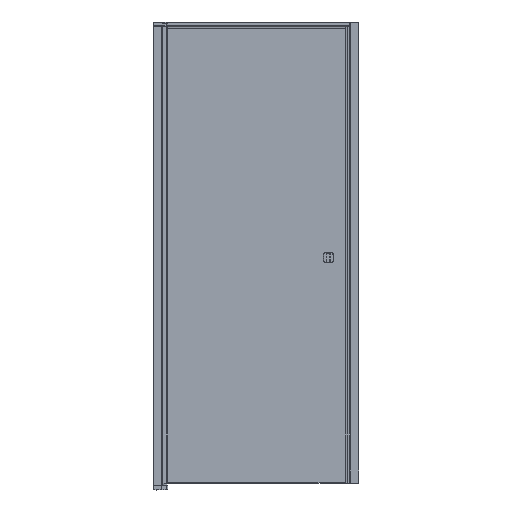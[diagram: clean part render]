
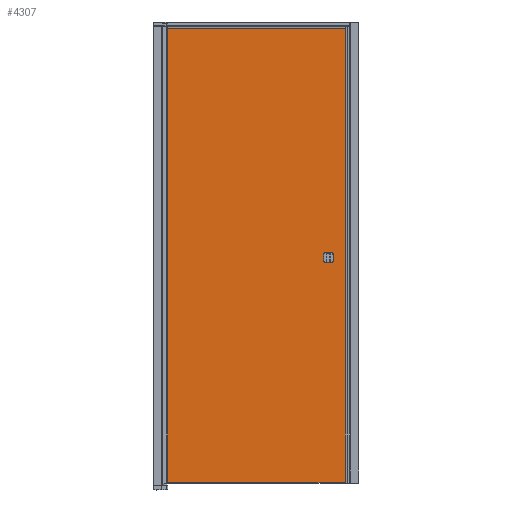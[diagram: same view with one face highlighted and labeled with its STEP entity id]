
A CAD part, front view. The second image highlights one B-rep face of the part: STEP entity #4307.
In plain terms, the highlighted face is planar.
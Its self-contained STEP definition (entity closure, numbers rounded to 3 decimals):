
#3717=CARTESIAN_POINT('',(-108.686,3.694,2.994));
#3719=DIRECTION('',(1.,0.,0.));
#3720=VECTOR('',#3719,1928.941);
#3721=CARTESIAN_POINT('',(-108.686,3.694,2.994));
#3722=LINE('',#3721,#3720);
#3758=DIRECTION('',(-1.,0.,0.));
#3759=VECTOR('',#3758,1929.);
#3760=CARTESIAN_POINT('',(1820.254,776.721,2.979));
#3761=LINE('',#3760,#3759);
#3877=DIRECTION('',(0.,1.,0.));
#3878=VECTOR('',#3877,773.042);
#3879=CARTESIAN_POINT('',(1820.254,3.679,2.979));
#3880=LINE('',#3879,#3878);
#3885=DIRECTION('',(0.,1.,0.));
#3886=VECTOR('',#3885,773.027);
#3887=CARTESIAN_POINT('',(-108.686,3.694,2.994));
#3888=LINE('',#3887,#3886);
#3889=CARTESIAN_POINT('',(856.76,83.2,3.));
#3890=DIRECTION('',(0.,0.,1.));
#3891=DIRECTION('',(-1.,0.,0.));
#3892=AXIS2_PLACEMENT_3D('',#3889,#3890,#3891);
#3894=CARTESIAN_POINT('',(856.76,83.2,3.));
#3895=DIRECTION('',(0.,0.,1.));
#3896=DIRECTION('',(1.,0.,0.));
#3897=AXIS2_PLACEMENT_3D('',#3894,#3895,#3896);
#3899=CARTESIAN_POINT('',(831.76,83.2,3.));
#3900=DIRECTION('',(0.,0.,1.));
#3901=DIRECTION('',(-1.,0.,0.));
#3902=AXIS2_PLACEMENT_3D('',#3899,#3900,#3901);
#3904=CARTESIAN_POINT('',(831.76,83.2,3.));
#3905=DIRECTION('',(0.,0.,1.));
#3906=DIRECTION('',(1.,0.,0.));
#3907=AXIS2_PLACEMENT_3D('',#3904,#3905,#3906);
#3949=VERTEX_POINT('',#3717);
#3950=CARTESIAN_POINT('',(1820.254,3.679,2.979));
#3951=VERTEX_POINT('',#3950);
#3956=CARTESIAN_POINT('',(-108.746,776.721,2.979));
#3957=VERTEX_POINT('',#3956);
#3967=CARTESIAN_POINT('',(1820.254,776.721,2.979));
#3968=VERTEX_POINT('',#3967);
#3988=CARTESIAN_POINT('',(852.76,83.2,3.));
#3989=CARTESIAN_POINT('',(860.76,83.2,3.));
#3990=VERTEX_POINT('',#3988);
#3991=VERTEX_POINT('',#3989);
#3992=CARTESIAN_POINT('',(827.76,83.2,3.));
#3993=CARTESIAN_POINT('',(835.76,83.2,3.));
#3994=VERTEX_POINT('',#3992);
#3995=VERTEX_POINT('',#3993);
#4284=CARTESIAN_POINT('',(-109.246,3.2,3.));
#4285=DIRECTION('',(0.,0.,1.));
#4286=DIRECTION('',(1.,0.,0.));
#4287=AXIS2_PLACEMENT_3D('',#4284,#4285,#4286);
#4288=PLANE('',#4287);
#4289=ORIENTED_EDGE('',*,*,#4278,.F.);
#4290=ORIENTED_EDGE('',*,*,#4075,.F.);
#4291=ORIENTED_EDGE('',*,*,#4093,.T.);
#4292=ORIENTED_EDGE('',*,*,#4133,.F.);
#4293=EDGE_LOOP('',(#4289,#4290,#4291,#4292));
#4294=FACE_OUTER_BOUND('',#4293,.F.);
#4296=ORIENTED_EDGE('',*,*,#4295,.T.);
#4298=ORIENTED_EDGE('',*,*,#4297,.T.);
#4299=EDGE_LOOP('',(#4296,#4298));
#4300=FACE_BOUND('',#4299,.F.);
#4302=ORIENTED_EDGE('',*,*,#4301,.T.);
#4304=ORIENTED_EDGE('',*,*,#4303,.T.);
#4305=EDGE_LOOP('',(#4302,#4304));
#4306=FACE_BOUND('',#4305,.F.);
#3893=CIRCLE('',#3892,4.);
#3898=CIRCLE('',#3897,4.);
#3903=CIRCLE('',#3902,4.);
#3908=CIRCLE('',#3907,4.);
#4075=EDGE_CURVE('',#3949,#3951,#3722,.T.);
#4093=EDGE_CURVE('',#3949,#3957,#3888,.T.);
#4133=EDGE_CURVE('',#3968,#3957,#3761,.T.);
#4278=EDGE_CURVE('',#3951,#3968,#3880,.T.);
#4295=EDGE_CURVE('',#3990,#3991,#3893,.T.);
#4297=EDGE_CURVE('',#3991,#3990,#3898,.T.);
#4301=EDGE_CURVE('',#3994,#3995,#3903,.T.);
#4303=EDGE_CURVE('',#3995,#3994,#3908,.T.);
#4307=ADVANCED_FACE('',(#4294,#4300,#4306),#4288,.T.);
